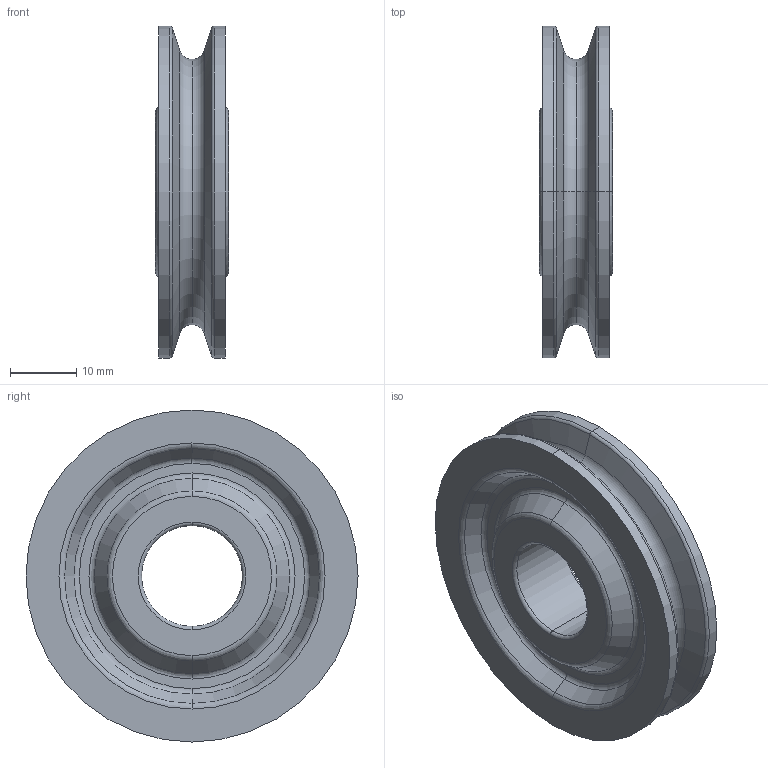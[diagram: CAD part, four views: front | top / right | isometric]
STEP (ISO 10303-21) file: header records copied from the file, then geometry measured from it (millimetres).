
FILE_DESCRIPTION (( 'STEP AP214' ), '1' );
FILE_NAME ('0015935.step', '2024-09-30T10:14:17', ( '' ), ( '' ), 'SwSTEP 2.0', 'SolidWorks 2020', '' );
FILE_SCHEMA (( 'AUTOMOTIVE_DESIGN' ));
Length unit declared in the file: millimetre
Products named in the file (1): 0015935
Bounding box: 11 x 50 x 50 mm (x, y, z)
Volume: 12211.4 mm3; surface area: 7021.3 mm2
Topology: 1 solids, 1 shells, 52 faces, 104 edges, 58 vertices
Faces by surface type: torus 28, cone 12, cylinder 6, plane 6
Entity records: 1400 total; most frequent: DIRECTION 296, CARTESIAN_POINT 215, ORIENTED_EDGE 208, AXIS2_PLACEMENT_3D 139, EDGE_CURVE 104, CIRCLE 86, VERTEX_POINT 58, EDGE_LOOP 58
